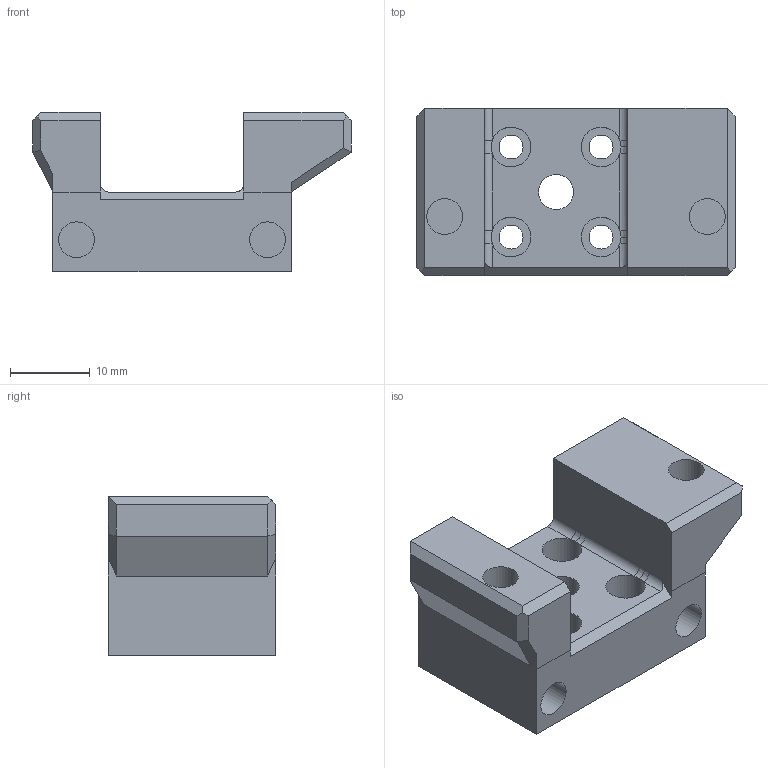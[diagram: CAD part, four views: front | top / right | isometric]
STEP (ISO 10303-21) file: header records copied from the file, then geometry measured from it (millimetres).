
FILE_DESCRIPTION(('FreeCAD Model'),'2;1');
FILE_NAME('Open CASCADE Shape Model','2024-02-19T16:26:55',(''),(''), 'Open CASCADE STEP processor 7.6','FreeCAD','Unknown');
FILE_SCHEMA(('AUTOMOTIVE_DESIGN { 1 0 10303 214 1 1 1 1 }'));
Length unit declared in the file: millimetre
Products named in the file (1): volcodragon_mount_sailfin
Bounding box: 40 x 21 x 20 mm (x, y, z)
Volume: 9082.7 mm3; surface area: 4787 mm2
Topology: 1 solids, 1 shells, 69 faces, 168 edges, 107 vertices
Faces by surface type: plane 41, cylinder 22, bspline 6
Full cylindrical faces by diameter (mm): 3 x4, 4.4 x2, 4.5 x6, 5 x4
Entity records: 4472 total; most frequent: CARTESIAN_POINT 1091, DIRECTION 620, LINE 387, VECTOR 387, ORIENTED_EDGE 336, PCURVE 336, DEFINITIONAL_REPRESENTATION 336, EDGE_CURVE 168
